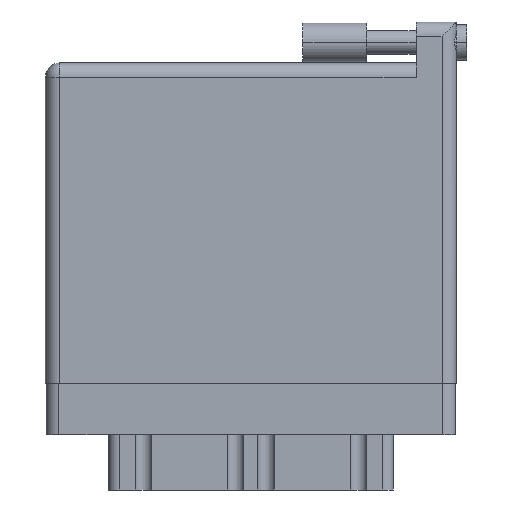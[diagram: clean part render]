
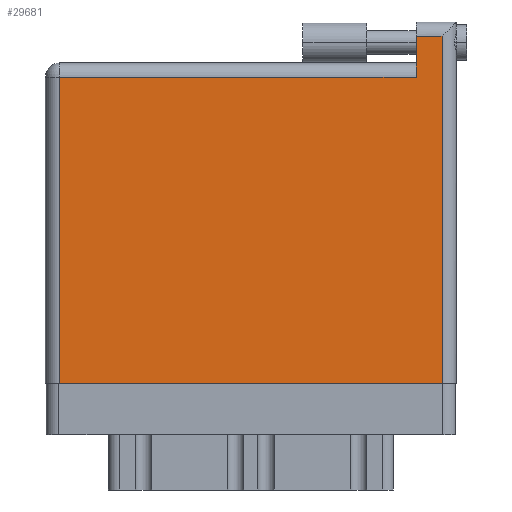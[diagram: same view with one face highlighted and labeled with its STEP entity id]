
A CAD part, front view. The second image highlights one B-rep face of the part: STEP entity #29681.
In plain terms, the highlighted face is planar.
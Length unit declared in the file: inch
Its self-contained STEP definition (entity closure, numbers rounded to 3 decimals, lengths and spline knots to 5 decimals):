
#962 = ORIENTED_EDGE ( 'NONE', *, *, #22221, .T. ) ;
#2557 = EDGE_CURVE ( 'NONE', #10777, #24138, #28406, .T. ) ;
#2620 = ORIENTED_EDGE ( 'NONE', *, *, #23701, .T. ) ;
#2685 = CARTESIAN_POINT ( 'NONE',  ( 0., 1.696, 0. ) ) ;
#3667 = CARTESIAN_POINT ( 'NONE',  ( 1.811, 1.696, 0. ) ) ;
#3706 = VECTOR ( 'NONE', #8258, 39.37008 ) ;
#4150 = VECTOR ( 'NONE', #11989, 39.37008 ) ;
#5036 = ORIENTED_EDGE ( 'NONE', *, *, #22668, .T. ) ;
#5291 = LINE ( 'NONE', #33779, #5719 ) ;
#5313 = LINE ( 'NONE', #2685, #3706 ) ;
#5719 = VECTOR ( 'NONE', #29052, 39.37008 ) ;
#6394 = LINE ( 'NONE', #27664, #4150 ) ;
#6872 = VERTEX_POINT ( 'NONE', #3667 ) ;
#7133 = AXIS2_PLACEMENT_3D ( 'NONE', #16414, #21469, #29969 ) ;
#8125 = EDGE_CURVE ( 'NONE', #24138, #33893, #16983, .T. ) ;
#8258 = DIRECTION ( 'NONE',  ( -1., 0., 0. ) ) ;
#8538 = VECTOR ( 'NONE', #9858, 39.37008 ) ;
#9858 = DIRECTION ( 'NONE',  ( 0., -1., 0. ) ) ;
#10292 = CARTESIAN_POINT ( 'NONE',  ( 0., 0., 0. ) ) ;
#10777 = VERTEX_POINT ( 'NONE', #11857 ) ;
#11040 = VERTEX_POINT ( 'NONE', #26981 ) ;
#11408 = DIRECTION ( 'NONE',  ( 0., 1., 0. ) ) ;
#11857 = CARTESIAN_POINT ( 'NONE',  ( 0.07, 0., 0. ) ) ;
#11989 = DIRECTION ( 'NONE',  ( -1., 0., 0. ) ) ;
#13450 = FACE_OUTER_BOUND ( 'NONE', #22975, .T. ) ;
#15226 = VERTEX_POINT ( 'NONE', #24601 ) ;
#16414 = CARTESIAN_POINT ( 'NONE',  ( 0., 1.566, 0. ) ) ;
#16639 = ORIENTED_EDGE ( 'NONE', *, *, #8125, .T. ) ;
#16983 = LINE ( 'NONE', #27773, #23853 ) ;
#17167 = CARTESIAN_POINT ( 'NONE',  ( 1.938, 0., 0. ) ) ;
#18235 = CARTESIAN_POINT ( 'NONE',  ( 1.811, 1.766, 0. ) ) ;
#18863 = ORIENTED_EDGE ( 'NONE', *, *, #27640, .T. ) ;
#21469 = DIRECTION ( 'NONE',  ( 0., 0., -1. ) ) ;
#22221 = EDGE_CURVE ( 'NONE', #15226, #10777, #5291, .T. ) ;
#22668 = EDGE_CURVE ( 'NONE', #6872, #11040, #23464, .T. ) ;
#22975 = EDGE_LOOP ( 'NONE', ( #32817, #16639, #18863, #5036, #2620, #962 ) ) ;
#23464 = LINE ( 'NONE', #18235, #8538 ) ;
#23701 = EDGE_CURVE ( 'NONE', #11040, #15226, #6394, .T. ) ;
#23853 = VECTOR ( 'NONE', #11408, 39.37008 ) ;
#24072 = PLANE ( 'NONE',  #7133 ) ;
#24138 = VERTEX_POINT ( 'NONE', #17167 ) ;
#24601 = CARTESIAN_POINT ( 'NONE',  ( 0.07, 1.496, 0. ) ) ;
#25065 = CARTESIAN_POINT ( 'NONE',  ( 1.938, 1.696, 0. ) ) ;
#26981 = CARTESIAN_POINT ( 'NONE',  ( 1.811, 1.496, 0. ) ) ;
#27640 = EDGE_CURVE ( 'NONE', #33893, #6872, #5313, .T. ) ;
#27664 = CARTESIAN_POINT ( 'NONE',  ( 0., 1.496, 0. ) ) ;
#27773 = CARTESIAN_POINT ( 'NONE',  ( 1.938, 1.766, 0. ) ) ;
#28406 = LINE ( 'NONE', #10292, #30159 ) ;
#29052 = DIRECTION ( 'NONE',  ( 0., -1., 0. ) ) ;
#29681 = ADVANCED_FACE ( 'NONE', ( #13450 ), #24072, .F. ) ;
#29969 = DIRECTION ( 'NONE',  ( -1., 0., 0. ) ) ;
#30159 = VECTOR ( 'NONE', #31711, 39.37008 ) ;
#31711 = DIRECTION ( 'NONE',  ( 1., 0., 0. ) ) ;
#32817 = ORIENTED_EDGE ( 'NONE', *, *, #2557, .T. ) ;
#33779 = CARTESIAN_POINT ( 'NONE',  ( 0.07, 0., 0. ) ) ;
#33893 = VERTEX_POINT ( 'NONE', #25065 ) ;
